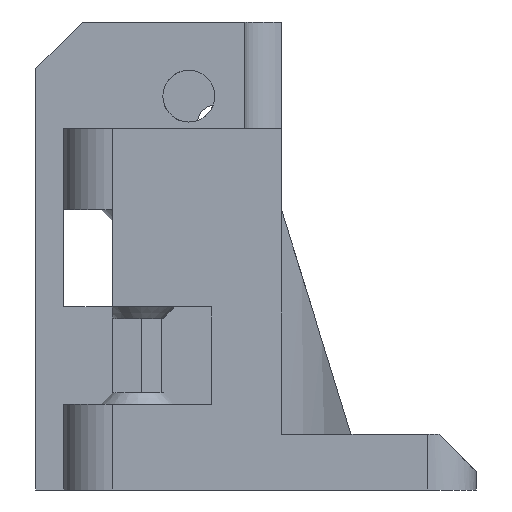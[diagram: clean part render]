
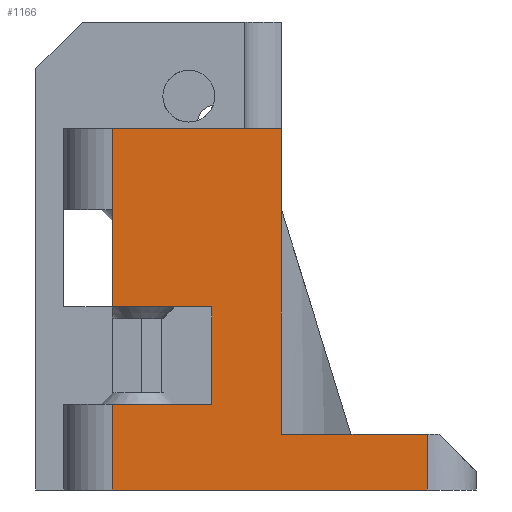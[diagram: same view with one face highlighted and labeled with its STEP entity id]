
A CAD part, left-side view. The second image highlights one B-rep face of the part: STEP entity #1166.
In plain terms, the highlighted planar face has unit normal (-1, 0, 0).
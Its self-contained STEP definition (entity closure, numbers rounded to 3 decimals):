
#260 = VERTEX_POINT('',#261);
#261 = CARTESIAN_POINT('',(150.,5.25,0.));
#268 = EDGE_CURVE('',#269,#260,#271,.T.);
#269 = VERTEX_POINT('',#270);
#270 = CARTESIAN_POINT('',(150.,39.25,0.));
#271 = LINE('',#272,#273);
#272 = CARTESIAN_POINT('',(150.,44.5,0.));
#273 = VECTOR('',#274,1.);
#274 = DIRECTION('',(-0.,-1.,-0.));
#642 = VERTEX_POINT('',#643);
#643 = CARTESIAN_POINT('',(150.,39.25,30.25));
#1148 = VERTEX_POINT('',#1149);
#1149 = CARTESIAN_POINT('',(150.,39.25,9.25));
#1156 = EDGE_CURVE('',#269,#1148,#1157,.T.);
#1157 = LINE('',#1158,#1159);
#1158 = CARTESIAN_POINT('',(150.,39.25,0.));
#1159 = VECTOR('',#1160,1.);
#1160 = DIRECTION('',(0.,0.,1.));
#1166 = ADVANCED_FACE('',(#1167),#1255,.T.);
#1167 = FACE_BOUND('',#1168,.T.);
#1168 = EDGE_LOOP('',(#1169,#1170,#1171,#1179,#1187,#1195,#1203,#1211,
    #1219,#1225,#1233,#1241,#1249));
#1169 = ORIENTED_EDGE('',*,*,#1156,.F.);
#1170 = ORIENTED_EDGE('',*,*,#268,.T.);
#1171 = ORIENTED_EDGE('',*,*,#1172,.T.);
#1172 = EDGE_CURVE('',#260,#1173,#1175,.T.);
#1173 = VERTEX_POINT('',#1174);
#1174 = CARTESIAN_POINT('',(150.,5.25,6.));
#1175 = LINE('',#1176,#1177);
#1176 = CARTESIAN_POINT('',(150.,5.25,0.));
#1177 = VECTOR('',#1178,1.);
#1178 = DIRECTION('',(0.,0.,1.));
#1179 = ORIENTED_EDGE('',*,*,#1180,.T.);
#1180 = EDGE_CURVE('',#1173,#1181,#1183,.T.);
#1181 = VERTEX_POINT('',#1182);
#1182 = CARTESIAN_POINT('',(150.,13.5,6.));
#1183 = LINE('',#1184,#1185);
#1184 = CARTESIAN_POINT('',(150.,29.,6.));
#1185 = VECTOR('',#1186,1.);
#1186 = DIRECTION('',(0.,1.,0.));
#1187 = ORIENTED_EDGE('',*,*,#1188,.T.);
#1188 = EDGE_CURVE('',#1181,#1189,#1191,.T.);
#1189 = VERTEX_POINT('',#1190);
#1190 = CARTESIAN_POINT('',(150.,21.,6.));
#1191 = LINE('',#1192,#1193);
#1192 = CARTESIAN_POINT('',(150.,13.5,6.));
#1193 = VECTOR('',#1194,1.);
#1194 = DIRECTION('',(0.,1.,0.));
#1195 = ORIENTED_EDGE('',*,*,#1196,.T.);
#1196 = EDGE_CURVE('',#1189,#1197,#1199,.T.);
#1197 = VERTEX_POINT('',#1198);
#1198 = CARTESIAN_POINT('',(150.,21.,30.25));
#1199 = LINE('',#1200,#1201);
#1200 = CARTESIAN_POINT('',(150.,21.,6.));
#1201 = VECTOR('',#1202,1.);
#1202 = DIRECTION('',(0.,0.,1.));
#1203 = ORIENTED_EDGE('',*,*,#1204,.T.);
#1204 = EDGE_CURVE('',#1197,#1205,#1207,.T.);
#1205 = VERTEX_POINT('',#1206);
#1206 = CARTESIAN_POINT('',(150.,21.,39.));
#1207 = LINE('',#1208,#1209);
#1208 = CARTESIAN_POINT('',(150.,21.,30.25));
#1209 = VECTOR('',#1210,1.);
#1210 = DIRECTION('',(0.,0.,1.));
#1211 = ORIENTED_EDGE('',*,*,#1212,.T.);
#1212 = EDGE_CURVE('',#1205,#1213,#1215,.T.);
#1213 = VERTEX_POINT('',#1214);
#1214 = CARTESIAN_POINT('',(150.,39.25,39.));
#1215 = LINE('',#1216,#1217);
#1216 = CARTESIAN_POINT('',(150.,32.75,39.));
#1217 = VECTOR('',#1218,1.);
#1218 = DIRECTION('',(0.,1.,0.));
#1219 = ORIENTED_EDGE('',*,*,#1220,.F.);
#1220 = EDGE_CURVE('',#642,#1213,#1221,.T.);
#1221 = LINE('',#1222,#1223);
#1222 = CARTESIAN_POINT('',(150.,39.25,0.));
#1223 = VECTOR('',#1224,1.);
#1224 = DIRECTION('',(0.,0.,1.));
#1225 = ORIENTED_EDGE('',*,*,#1226,.T.);
#1226 = EDGE_CURVE('',#642,#1227,#1229,.T.);
#1227 = VERTEX_POINT('',#1228);
#1228 = CARTESIAN_POINT('',(150.,39.25,19.75));
#1229 = LINE('',#1230,#1231);
#1230 = CARTESIAN_POINT('',(150.,39.25,30.25));
#1231 = VECTOR('',#1232,1.);
#1232 = DIRECTION('',(0.,0.,-1.));
#1233 = ORIENTED_EDGE('',*,*,#1234,.F.);
#1234 = EDGE_CURVE('',#1235,#1227,#1237,.T.);
#1235 = VERTEX_POINT('',#1236);
#1236 = CARTESIAN_POINT('',(150.,28.5,19.75));
#1237 = LINE('',#1238,#1239);
#1238 = CARTESIAN_POINT('',(150.,28.5,19.75));
#1239 = VECTOR('',#1240,1.);
#1240 = DIRECTION('',(0.,1.,0.));
#1241 = ORIENTED_EDGE('',*,*,#1242,.F.);
#1242 = EDGE_CURVE('',#1243,#1235,#1245,.T.);
#1243 = VERTEX_POINT('',#1244);
#1244 = CARTESIAN_POINT('',(150.,28.5,9.25));
#1245 = LINE('',#1246,#1247);
#1246 = CARTESIAN_POINT('',(150.,28.5,9.25));
#1247 = VECTOR('',#1248,1.);
#1248 = DIRECTION('',(0.,0.,1.));
#1249 = ORIENTED_EDGE('',*,*,#1250,.F.);
#1250 = EDGE_CURVE('',#1148,#1243,#1251,.T.);
#1251 = LINE('',#1252,#1253);
#1252 = CARTESIAN_POINT('',(150.,44.5,9.25));
#1253 = VECTOR('',#1254,1.);
#1254 = DIRECTION('',(-0.,-1.,-0.));
#1255 = PLANE('',#1256);
#1256 = AXIS2_PLACEMENT_3D('',#1257,#1258,#1259);
#1257 = CARTESIAN_POINT('',(150.,24.694,17.233));
#1258 = DIRECTION('',(-1.,0.,0.));
#1259 = DIRECTION('',(0.,0.,-1.));
